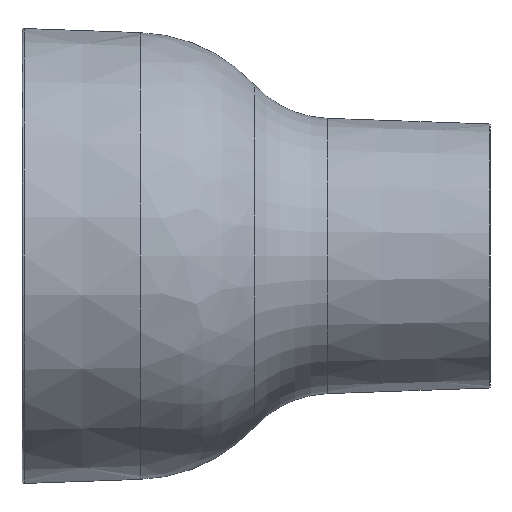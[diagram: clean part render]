
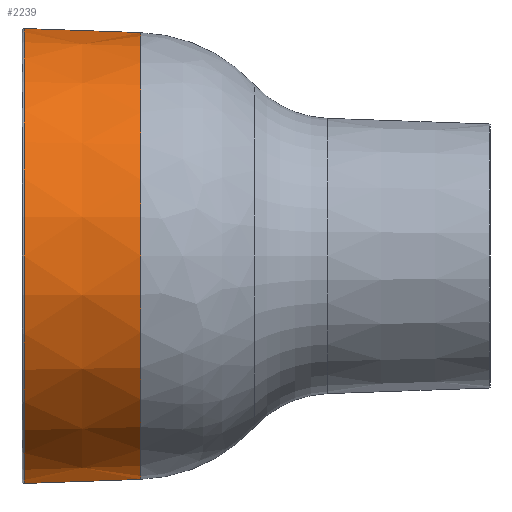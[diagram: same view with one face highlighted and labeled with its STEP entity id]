
A CAD part, front view. The second image highlights one B-rep face of the part: STEP entity #2239.
In plain terms, the highlighted conical face has half-angle 2 degrees and reference radius 34.675 mm.
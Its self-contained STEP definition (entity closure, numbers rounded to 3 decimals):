
#187=CARTESIAN_POINT('',(-100.69,0.,0.));
#188=DIRECTION('',(1.,0.,0.));
#189=DIRECTION('',(0.,0.,1.));
#190=AXIS2_PLACEMENT_3D('',#187,#188,#189);
#192=DIRECTION('',(0.999,0.,-0.035));
#193=VECTOR('',#192,17.983);
#194=CARTESIAN_POINT('',(-100.69,0.,
34.989));
#195=LINE('',#194,#193);
#196=DIRECTION('',(0.999,0.,0.035));
#197=VECTOR('',#196,17.983);
#198=CARTESIAN_POINT('',(-100.69,0.,
-34.989));
#199=LINE('',#198,#197);
#225=CARTESIAN_POINT('',(-82.717,0.,0.));
#226=DIRECTION('',(1.,0.,0.));
#227=DIRECTION('',(0.,0.,1.));
#228=AXIS2_PLACEMENT_3D('',#225,#226,#227);
#1879=CARTESIAN_POINT('',(-82.717,0.,34.362));
#1881=VERTEX_POINT('',#1879);
#1889=CARTESIAN_POINT('',(-82.717,0.,-34.362));
#1891=VERTEX_POINT('',#1889);
#1911=CARTESIAN_POINT('',(-100.69,0.,34.989));
#1912=CARTESIAN_POINT('',(-100.69,0.,-34.989));
#1913=VERTEX_POINT('',#1911);
#1914=VERTEX_POINT('',#1912);
#2225=CARTESIAN_POINT('',(-91.703,0.,0.));
#2226=DIRECTION('',(-1.,0.,0.));
#2227=DIRECTION('',(0.,0.,-1.));
#2228=AXIS2_PLACEMENT_3D('',#2225,#2226,#2227);
#2229=CONICAL_SURFACE('',#2228,34.675,2.);
#2230=ORIENTED_EDGE('',*,*,#2215,.F.);
#2232=ORIENTED_EDGE('',*,*,#2231,.T.);
#2234=ORIENTED_EDGE('',*,*,#2233,.T.);
#2236=ORIENTED_EDGE('',*,*,#2235,.F.);
#2237=EDGE_LOOP('',(#2230,#2232,#2234,#2236));
#2238=FACE_OUTER_BOUND('',#2237,.F.);
#191=CIRCLE('',#190,34.989);
#229=CIRCLE('',#228,34.362);
#2215=EDGE_CURVE('',#1913,#1914,#191,.T.);
#2231=EDGE_CURVE('',#1913,#1881,#195,.T.);
#2233=EDGE_CURVE('',#1881,#1891,#229,.T.);
#2235=EDGE_CURVE('',#1914,#1891,#199,.T.);
#2239=ADVANCED_FACE('',(#2238),#2229,.T.);
